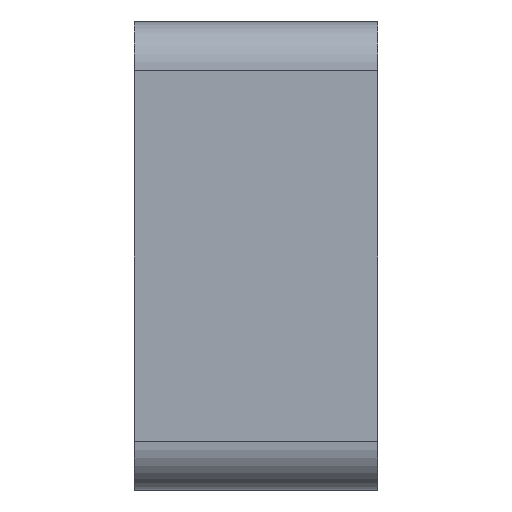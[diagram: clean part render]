
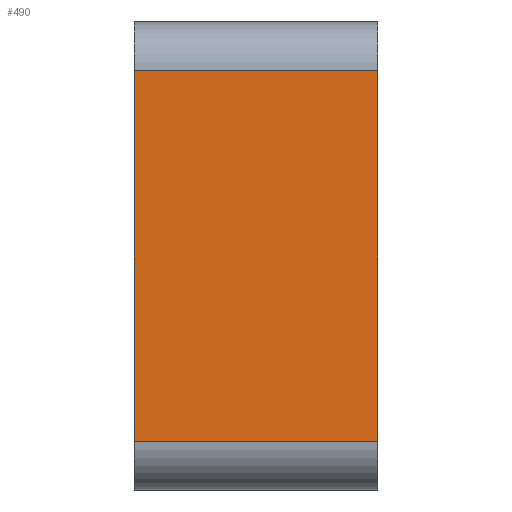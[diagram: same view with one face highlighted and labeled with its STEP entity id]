
A CAD part, left-side view. The second image highlights one B-rep face of the part: STEP entity #490.
In plain terms, the highlighted planar face has unit normal (-1, 0, 0).
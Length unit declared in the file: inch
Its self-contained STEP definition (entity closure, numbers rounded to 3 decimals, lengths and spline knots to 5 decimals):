
#17 = VERTEX_POINT ( 'NONE', #416 ) ;
#19 = LINE ( 'NONE', #430, #147 ) ;
#25 = VERTEX_POINT ( 'NONE', #506 ) ;
#86 = VECTOR ( 'NONE', #514, 39.37008 ) ;
#88 = VERTEX_POINT ( 'NONE', #441 ) ;
#93 = DIRECTION ( 'NONE',  ( 0., 0., -1. ) ) ;
#97 = ORIENTED_EDGE ( 'NONE', *, *, #337, .F. ) ;
#136 = DIRECTION ( 'NONE',  ( 1., 0., 0. ) ) ;
#147 = VECTOR ( 'NONE', #241, 39.37008 ) ;
#159 = ORIENTED_EDGE ( 'NONE', *, *, #335, .T. ) ;
#183 = ORIENTED_EDGE ( 'NONE', *, *, #373, .T. ) ;
#237 = AXIS2_PLACEMENT_3D ( 'NONE', #388, #136, #93 ) ;
#241 = DIRECTION ( 'NONE',  ( 0., -1., 0. ) ) ;
#262 = VERTEX_POINT ( 'NONE', #448 ) ;
#278 = LINE ( 'NONE', #508, #464 ) ;
#335 = EDGE_CURVE ( 'NONE', #25, #17, #350, .T. ) ;
#337 = EDGE_CURVE ( 'NONE', #88, #17, #414, .T. ) ;
#348 = FACE_OUTER_BOUND ( 'NONE', #481, .T. ) ;
#350 = LINE ( 'NONE', #378, #86 ) ;
#356 = EDGE_CURVE ( 'NONE', #262, #25, #278, .T. ) ;
#373 = EDGE_CURVE ( 'NONE', #88, #262, #19, .T. ) ;
#378 = CARTESIAN_POINT ( 'NONE',  ( -0.65, 0.125, 0.095 ) ) ;
#384 = VECTOR ( 'NONE', #450, 39.37008 ) ;
#388 = CARTESIAN_POINT ( 'NONE',  ( -0.65, 0.125, 0.12 ) ) ;
#412 = CARTESIAN_POINT ( 'NONE',  ( -0.65, 0.125, 0.12 ) ) ;
#414 = LINE ( 'NONE', #412, #384 ) ;
#416 = CARTESIAN_POINT ( 'NONE',  ( -0.65, 0.125, 0.095 ) ) ;
#423 = DIRECTION ( 'NONE',  ( 0., 0., 1. ) ) ;
#430 = CARTESIAN_POINT ( 'NONE',  ( -0.65, 0.125, -0.095 ) ) ;
#441 = CARTESIAN_POINT ( 'NONE',  ( -0.65, 0.125, -0.095 ) ) ;
#448 = CARTESIAN_POINT ( 'NONE',  ( -0.65, 0., -0.095 ) ) ;
#450 = DIRECTION ( 'NONE',  ( 0., 0., 1. ) ) ;
#464 = VECTOR ( 'NONE', #423, 39.37008 ) ;
#469 = PLANE ( 'NONE',  #237 ) ;
#471 = ORIENTED_EDGE ( 'NONE', *, *, #356, .T. ) ;
#481 = EDGE_LOOP ( 'NONE', ( #97, #183, #471, #159 ) ) ;
#490 = ADVANCED_FACE ( 'NONE', ( #348 ), #469, .F. ) ;
#506 = CARTESIAN_POINT ( 'NONE',  ( -0.65, 0., 0.095 ) ) ;
#508 = CARTESIAN_POINT ( 'NONE',  ( -0.65, 0., 0.12 ) ) ;
#514 = DIRECTION ( 'NONE',  ( 0., 1., 0. ) ) ;
